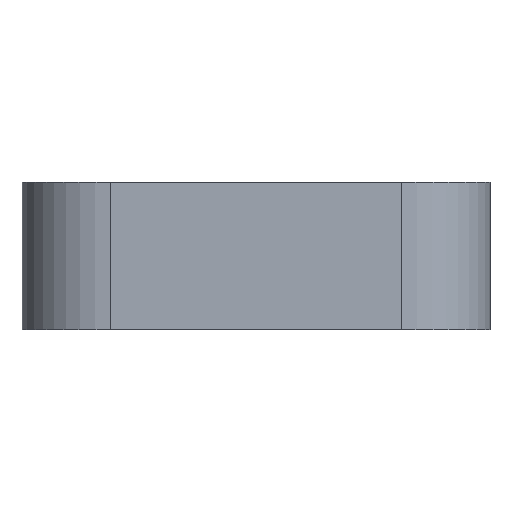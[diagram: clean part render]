
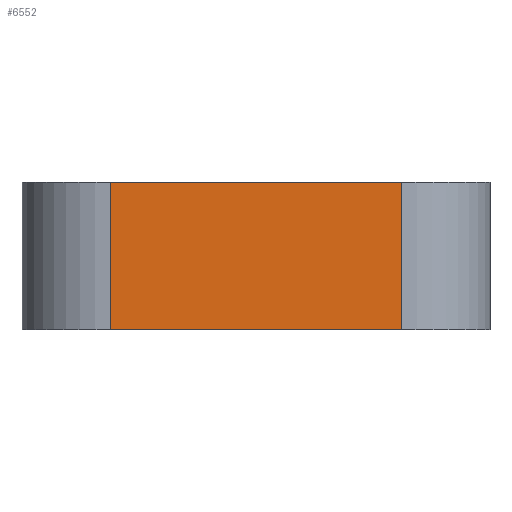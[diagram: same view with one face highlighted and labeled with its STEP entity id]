
A CAD part, left-side view. The second image highlights one B-rep face of the part: STEP entity #6552.
In plain terms, the highlighted planar face has unit normal (-1, 0, 0).
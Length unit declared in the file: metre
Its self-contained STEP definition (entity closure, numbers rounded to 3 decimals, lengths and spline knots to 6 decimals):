
#1393=ORIENTED_EDGE('',*,*,#2889,.T.);
#1394=ORIENTED_EDGE('',*,*,#2890,.T.);
#1395=ORIENTED_EDGE('',*,*,#2891,.F.);
#1396=ORIENTED_EDGE('',*,*,#2729,.F.);
#2729=EDGE_CURVE('',#3535,#3536,#4155,.T.);
#2889=EDGE_CURVE('',#3535,#3675,#4280,.T.);
#2890=EDGE_CURVE('',#3675,#3676,#4281,.T.);
#2891=EDGE_CURVE('',#3536,#3676,#4282,.T.);
#3535=VERTEX_POINT('',#10307);
#3536=VERTEX_POINT('',#10309);
#3675=VERTEX_POINT('',#10629);
#3676=VERTEX_POINT('',#10633);
#4155=LINE('',#10308,#4889);
#4280=LINE('',#10630,#5014);
#4281=LINE('',#10632,#5015);
#4282=LINE('',#10634,#5016);
#4889=VECTOR('',#8317,1.);
#5014=VECTOR('',#8556,1.);
#5015=VECTOR('',#8559,1.);
#5016=VECTOR('',#8560,1.);
#5498=EDGE_LOOP('',(#1393,#1394,#1395,#1396));
#5912=FACE_BOUND('',#5498,.T.);
#6214=PLANE('',#7168);
#6552=ADVANCED_FACE('',(#5912),#6214,.F.);
#7168=AXIS2_PLACEMENT_3D('',#10631,#8557,#8558);
#8317=DIRECTION('',(0.,-1.,0.));
#8556=DIRECTION('',(0.,0.,-1.));
#8557=DIRECTION('',(1.,0.,0.));
#8558=DIRECTION('',(0.,0.,-1.));
#8559=DIRECTION('',(0.,-1.,0.));
#8560=DIRECTION('',(0.,0.,-1.));
#10307=CARTESIAN_POINT('',(-0.0318,0.0198,0.0012));
#10308=CARTESIAN_POINT('',(-0.0318,0.,0.0012));
#10309=CARTESIAN_POINT('',(-0.0318,-0.0198,0.0012));
#10629=CARTESIAN_POINT('',(-0.0318,0.0198,-0.0188));
#10630=CARTESIAN_POINT('',(-0.0318,0.0198,0.0012));
#10631=CARTESIAN_POINT('',(-0.0318,0.,0.0012));
#10632=CARTESIAN_POINT('',(-0.0318,0.,-0.0188));
#10633=CARTESIAN_POINT('',(-0.0318,-0.0198,-0.0188));
#10634=CARTESIAN_POINT('',(-0.0318,-0.0198,0.0012));
